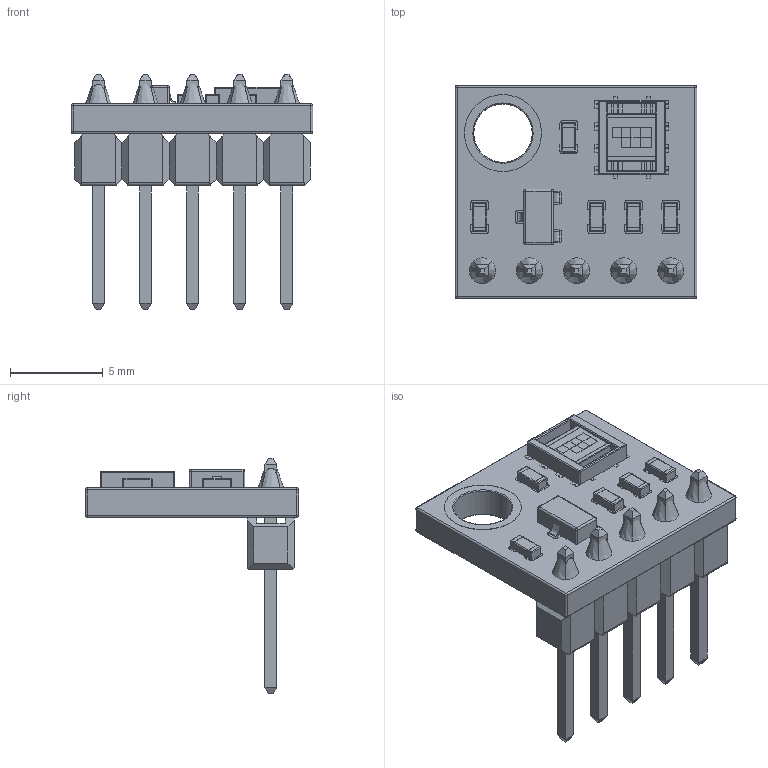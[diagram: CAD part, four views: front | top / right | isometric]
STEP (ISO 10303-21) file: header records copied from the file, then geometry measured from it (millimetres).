
FILE_DESCRIPTION(/* description */ (''),/* implementation_level */ '2;1');
FILE_NAME(/* name */ 'ML8511.step',/* time_stamp */ '2020-05-10T01:24:55+01:00',/* author */ (''),/* organization */ (''),/* preprocessor_version */ 'ST-DEVELOPER v18.1',/* originating_system */ 'Autodesk Translation Framework v9.2.0.1227',/* authorisation */ '');
FILE_SCHEMA (('AUTOMOTIVE_DESIGN { 1 0 10303 214 3 1 1 }'));
Length unit declared in the file: millimetre
Products named in the file (3): ML8511_FreeCad_Exported; Pin Header 1x5 TH Pitch 2.54mm v1; Cap
Assembly tree (6 placements, depth 2):
  ML8511_FreeCad_Exported
    Pin Header 1x5 TH Pitch 2.54mm v1
    Cap  x5
Bounding box: 13.03 x 11.5 x 12.7 mm (x, y, z)
Volume: 267.5 mm3; surface area: 830 mm2
Topology: 34 solids, 39 shells, 714 faces, 1769 edges, 1131 vertices
Faces by surface type: plane 513, cylinder 137, sphere 36, bspline 26, torus 2
Full cylindrical faces by diameter (mm): 1 x5, 3.15 x1, 4.15 x1
Entity records: 16833 total; most frequent: CARTESIAN_POINT 3496, ORIENTED_EDGE 2690, DIRECTION 2581, EDGE_CURVE 1361, LINE 1143, VECTOR 1143, VERTEX_POINT 875, AXIS2_PLACEMENT_3D 719
